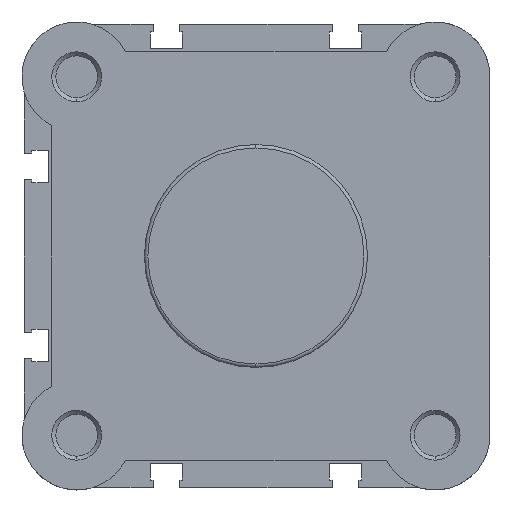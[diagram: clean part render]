
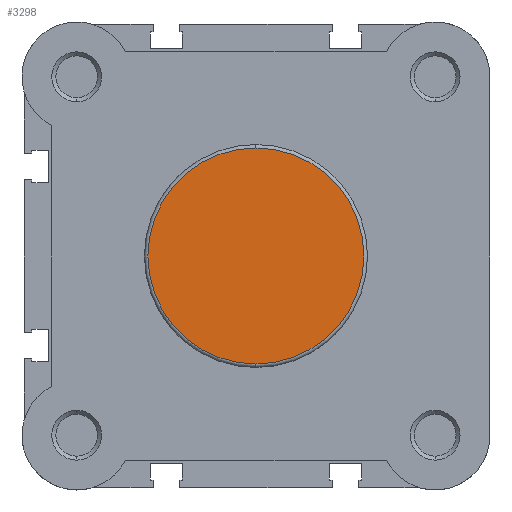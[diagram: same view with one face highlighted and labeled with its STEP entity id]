
A CAD part, left-side view. The second image highlights one B-rep face of the part: STEP entity #3298.
In plain terms, the highlighted planar face has unit normal (-1, 0, 0).
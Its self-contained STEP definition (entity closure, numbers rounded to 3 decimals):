
#255 = EDGE_CURVE ( 'NONE', #4038, #3967, #4939, .T. ) ;
#315 = EDGE_CURVE ( 'NONE', #3967, #4038, #5023, .T. ) ;
#555 = AXIS2_PLACEMENT_3D ( 'NONE', #1013, #1014, #1015 ) ;
#590 = AXIS2_PLACEMENT_3D ( 'NONE', #1161, #1168, #1169 ) ;
#1013 = CARTESIAN_POINT ( 'NONE',  ( 0., 0., 0. ) ) ;
#1014 = DIRECTION ( 'NONE',  ( -1., 0., 0. ) ) ;
#1015 = DIRECTION ( 'NONE',  ( 0., 0., -1. ) ) ;
#1161 = CARTESIAN_POINT ( 'NONE',  ( 0., 0., 0. ) ) ;
#1168 = DIRECTION ( 'NONE',  ( -1., 0., 0. ) ) ;
#1169 = DIRECTION ( 'NONE',  ( 0., 0., -1. ) ) ;
#2389 = CARTESIAN_POINT ( 'NONE',  ( 0., 22.4, 0. ) ) ;
#2390 = PLANE ( 'NONE',  #3462 ) ;
#2392 = DIRECTION ( 'NONE',  ( 1., 0., 0. ) ) ;
#2393 = DIRECTION ( 'NONE',  ( 0., 0., -1. ) ) ;
#2704 = CARTESIAN_POINT ( 'NONE',  ( 0., 0., -21.7 ) ) ;
#2753 = CARTESIAN_POINT ( 'NONE',  ( 0., 0., 21.7 ) ) ;
#3298 = ADVANCED_FACE ( 'NONE', ( #5702 ), #2390, .F. ) ;
#3462 = AXIS2_PLACEMENT_3D ( 'NONE', #2389, #2392, #2393 ) ;
#3967 = VERTEX_POINT ( 'NONE', #2704 ) ;
#4038 = VERTEX_POINT ( 'NONE', #2753 ) ;
#4399 = ORIENTED_EDGE ( 'NONE', *, *, #255, .T. ) ;
#4400 = ORIENTED_EDGE ( 'NONE', *, *, #315, .T. ) ;
#4939 = CIRCLE ( 'NONE', #555, 21.7 ) ;
#5023 = CIRCLE ( 'NONE', #590, 21.7 ) ;
#5702 = FACE_OUTER_BOUND ( 'NONE', #5942, .T. ) ;
#5942 = EDGE_LOOP ( 'NONE', ( #4400, #4399 ) ) ;
